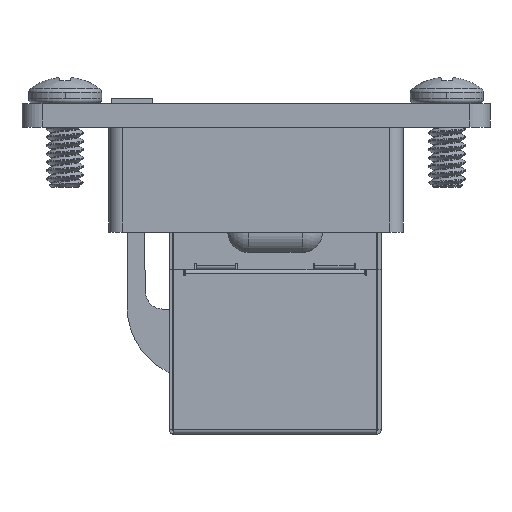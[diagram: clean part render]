
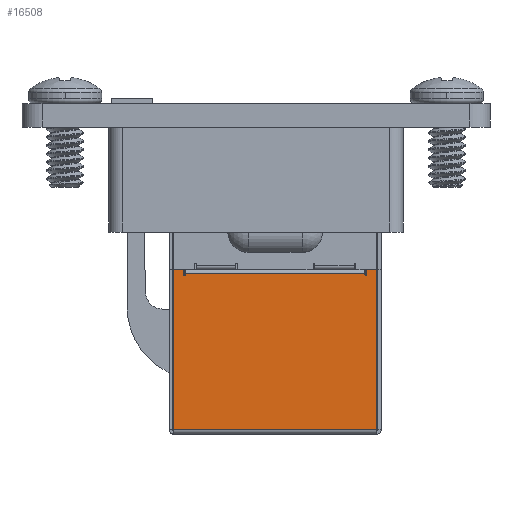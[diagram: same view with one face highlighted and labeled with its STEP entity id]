
A CAD part, left-side view. The second image highlights one B-rep face of the part: STEP entity #16508.
In plain terms, the highlighted face is planar.
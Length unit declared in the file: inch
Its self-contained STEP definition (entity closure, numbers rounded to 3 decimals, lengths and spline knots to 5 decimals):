
#526 = ORIENTED_EDGE ( 'NONE', *, *, #47927, .F. ) ;
#625 = AXIS2_PLACEMENT_3D ( 'NONE', #9280, #47371, #26217 ) ;
#1258 = DIRECTION ( 'NONE',  ( 1., 0., 0. ) ) ;
#4332 = LINE ( 'NONE', #6382, #26303 ) ;
#4780 = CARTESIAN_POINT ( 'NONE',  ( -0.2685, -0.2874, -0.47146 ) ) ;
#5985 = DIRECTION ( 'NONE',  ( 1., 0., 0. ) ) ;
#6359 = CARTESIAN_POINT ( 'NONE',  ( -0.30394, -0.2874, -0.48228 ) ) ;
#6382 = CARTESIAN_POINT ( 'NONE',  ( -0.30394, -0.2874, -0.48228 ) ) ;
#7442 = CARTESIAN_POINT ( 'NONE',  ( -0.30394, -0.2874, -0.00315 ) ) ;
#7471 = VERTEX_POINT ( 'NONE', #48774 ) ;
#7722 = DIRECTION ( 'NONE',  ( 0., 1., 0. ) ) ;
#7761 = VERTEX_POINT ( 'NONE', #47408 ) ;
#8441 = DIRECTION ( 'NONE',  ( 0., 0., -1. ) ) ;
#8495 = VECTOR ( 'NONE', #5985, 39.37008 ) ;
#9234 = VECTOR ( 'NONE', #22649, 39.37008 ) ;
#9280 = CARTESIAN_POINT ( 'NONE',  ( 0.27096, -0.2874, -0.46654 ) ) ;
#9404 = EDGE_CURVE ( 'NONE', #44182, #19289, #52094, .T. ) ;
#9778 = AXIS2_PLACEMENT_3D ( 'NONE', #50118, #7722, #20375 ) ;
#10331 = CIRCLE ( 'NONE', #625, 0.00246 ) ;
#10658 = EDGE_CURVE ( 'NONE', #15103, #7471, #34725, .T. ) ;
#10933 = LINE ( 'NONE', #48996, #35568 ) ;
#11101 = CARTESIAN_POINT ( 'NONE',  ( 0.30394, -0.2874, 0. ) ) ;
#11866 = ORIENTED_EDGE ( 'NONE', *, *, #53491, .F. ) ;
#12676 = LINE ( 'NONE', #54254, #22038 ) ;
#13313 = EDGE_LOOP ( 'NONE', ( #40731, #526, #11866, #32992, #17813, #23053, #37534, #31754, #43753, #14525, #40353, #24229 ) ) ;
#13933 = CARTESIAN_POINT ( 'NONE',  ( -0.27343, -0.2874, -0.46654 ) ) ;
#14525 = ORIENTED_EDGE ( 'NONE', *, *, #25267, .F. ) ;
#14705 = VERTEX_POINT ( 'NONE', #22675 ) ;
#15103 = VERTEX_POINT ( 'NONE', #26137 ) ;
#15577 = DIRECTION ( 'NONE',  ( 0., 0., 1. ) ) ;
#16123 = EDGE_CURVE ( 'NONE', #43687, #24673, #4332, .T. ) ;
#16508 = ADVANCED_FACE ( 'NONE', ( #52943 ), #49755, .F. ) ;
#17797 = AXIS2_PLACEMENT_3D ( 'NONE', #17849, #31035, #35155 ) ;
#17813 = ORIENTED_EDGE ( 'NONE', *, *, #47777, .F. ) ;
#17849 = CARTESIAN_POINT ( 'NONE',  ( -0.27096, -0.2874, -0.46654 ) ) ;
#17999 = EDGE_CURVE ( 'NONE', #24673, #48861, #10933, .T. ) ;
#19289 = VERTEX_POINT ( 'NONE', #21765 ) ;
#20375 = DIRECTION ( 'NONE',  ( 0., 0., 1. ) ) ;
#21765 = CARTESIAN_POINT ( 'NONE',  ( 0.2685, -0.2874, -0.47146 ) ) ;
#22038 = VECTOR ( 'NONE', #45467, 39.37008 ) ;
#22649 = DIRECTION ( 'NONE',  ( 0., 0., 1. ) ) ;
#22675 = CARTESIAN_POINT ( 'NONE',  ( 0.27343, -0.2874, -0.46654 ) ) ;
#23053 = ORIENTED_EDGE ( 'NONE', *, *, #47834, .F. ) ;
#24229 = ORIENTED_EDGE ( 'NONE', *, *, #17999, .T. ) ;
#24673 = VERTEX_POINT ( 'NONE', #6359 ) ;
#25267 = EDGE_CURVE ( 'NONE', #43687, #7471, #29821, .T. ) ;
#26137 = CARTESIAN_POINT ( 'NONE',  ( 0.30394, -0.2874, -0.48228 ) ) ;
#26217 = DIRECTION ( 'NONE',  ( 0., 0., 1. ) ) ;
#26303 = VECTOR ( 'NONE', #32076, 39.37008 ) ;
#26352 = CARTESIAN_POINT ( 'NONE',  ( 0.27343, -0.2874, 0. ) ) ;
#28042 = VERTEX_POINT ( 'NONE', #54238 ) ;
#28426 = VECTOR ( 'NONE', #1258, 39.37008 ) ;
#29596 = LINE ( 'NONE', #34120, #40930 ) ;
#29821 = LINE ( 'NONE', #36099, #28426 ) ;
#31035 = DIRECTION ( 'NONE',  ( 0., -1., 0. ) ) ;
#31754 = ORIENTED_EDGE ( 'NONE', *, *, #39016, .T. ) ;
#32050 = VECTOR ( 'NONE', #15577, 39.37008 ) ;
#32076 = DIRECTION ( 'NONE',  ( 0., 0., -1. ) ) ;
#32104 = CARTESIAN_POINT ( 'NONE',  ( -0.27343, -0.2874, 0. ) ) ;
#32992 = ORIENTED_EDGE ( 'NONE', *, *, #9404, .T. ) ;
#34120 = CARTESIAN_POINT ( 'NONE',  ( 0.2685, -0.2874, 0. ) ) ;
#34725 = LINE ( 'NONE', #11101, #32050 ) ;
#35155 = DIRECTION ( 'NONE',  ( 0., 0., 1. ) ) ;
#35568 = VECTOR ( 'NONE', #49168, 39.37008 ) ;
#36099 = CARTESIAN_POINT ( 'NONE',  ( 0.30394, -0.2874, -0.00315 ) ) ;
#36223 = VECTOR ( 'NONE', #42744, 39.37008 ) ;
#36302 = CIRCLE ( 'NONE', #17797, 0.00246 ) ;
#37534 = ORIENTED_EDGE ( 'NONE', *, *, #38455, .F. ) ;
#38455 = EDGE_CURVE ( 'NONE', #7761, #14705, #54520, .T. ) ;
#38603 = EDGE_CURVE ( 'NONE', #52040, #48861, #55173, .T. ) ;
#39016 = EDGE_CURVE ( 'NONE', #7761, #15103, #40488, .T. ) ;
#39148 = CARTESIAN_POINT ( 'NONE',  ( -0.2685, -0.2874, -0.47146 ) ) ;
#39330 = CARTESIAN_POINT ( 'NONE',  ( 0.30394, -0.2874, -0.48228 ) ) ;
#40353 = ORIENTED_EDGE ( 'NONE', *, *, #16123, .T. ) ;
#40488 = LINE ( 'NONE', #39330, #8495 ) ;
#40731 = ORIENTED_EDGE ( 'NONE', *, *, #38603, .F. ) ;
#40930 = VECTOR ( 'NONE', #8441, 39.37008 ) ;
#41913 = CARTESIAN_POINT ( 'NONE',  ( -0.2685, -0.2874, -0.46654 ) ) ;
#42484 = VECTOR ( 'NONE', #48452, 39.37008 ) ;
#42498 = CARTESIAN_POINT ( 'NONE',  ( -0.27343, -0.2874, -0.48228 ) ) ;
#42744 = DIRECTION ( 'NONE',  ( 1., 0., 0. ) ) ;
#43687 = VERTEX_POINT ( 'NONE', #7442 ) ;
#43753 = ORIENTED_EDGE ( 'NONE', *, *, #10658, .T. ) ;
#44182 = VERTEX_POINT ( 'NONE', #39148 ) ;
#45467 = DIRECTION ( 'NONE',  ( 0., 0., 1. ) ) ;
#47371 = DIRECTION ( 'NONE',  ( 0., -1., 0. ) ) ;
#47408 = CARTESIAN_POINT ( 'NONE',  ( 0.27343, -0.2874, -0.48228 ) ) ;
#47777 = EDGE_CURVE ( 'NONE', #28042, #19289, #29596, .T. ) ;
#47834 = EDGE_CURVE ( 'NONE', #14705, #28042, #10331, .T. ) ;
#47927 = EDGE_CURVE ( 'NONE', #52939, #52040, #36302, .T. ) ;
#48452 = DIRECTION ( 'NONE',  ( 0., 0., -1. ) ) ;
#48774 = CARTESIAN_POINT ( 'NONE',  ( 0.30394, -0.2874, -0.00315 ) ) ;
#48861 = VERTEX_POINT ( 'NONE', #42498 ) ;
#48996 = CARTESIAN_POINT ( 'NONE',  ( 0.30394, -0.2874, -0.48228 ) ) ;
#49168 = DIRECTION ( 'NONE',  ( 1., 0., 0. ) ) ;
#49755 = PLANE ( 'NONE',  #9778 ) ;
#50118 = CARTESIAN_POINT ( 'NONE',  ( 0.30394, -0.2874, 0. ) ) ;
#52040 = VERTEX_POINT ( 'NONE', #13933 ) ;
#52094 = LINE ( 'NONE', #4780, #36223 ) ;
#52939 = VERTEX_POINT ( 'NONE', #41913 ) ;
#52943 = FACE_OUTER_BOUND ( 'NONE', #13313, .T. ) ;
#53491 = EDGE_CURVE ( 'NONE', #44182, #52939, #12676, .T. ) ;
#54238 = CARTESIAN_POINT ( 'NONE',  ( 0.2685, -0.2874, -0.46654 ) ) ;
#54254 = CARTESIAN_POINT ( 'NONE',  ( -0.2685, -0.2874, 0. ) ) ;
#54520 = LINE ( 'NONE', #26352, #9234 ) ;
#55173 = LINE ( 'NONE', #32104, #42484 ) ;
